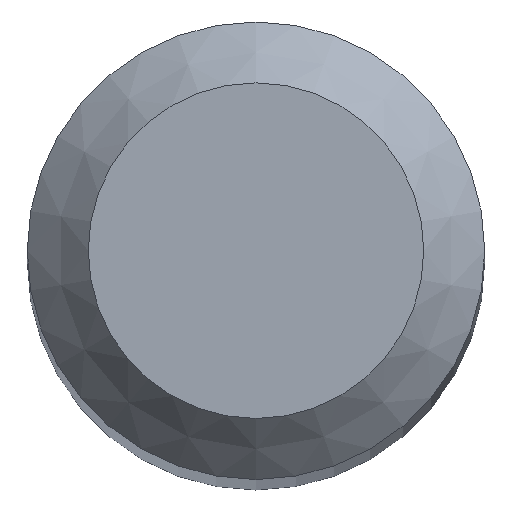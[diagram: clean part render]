
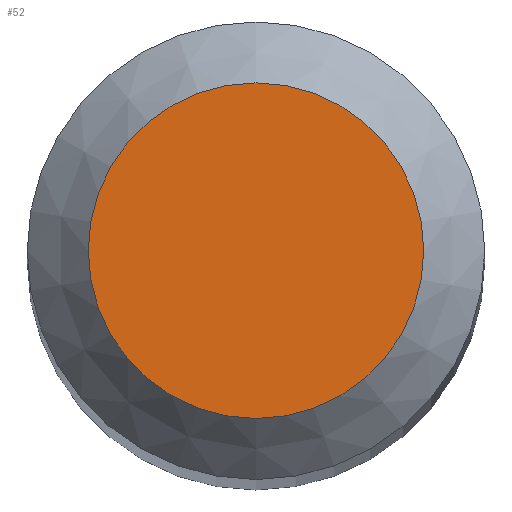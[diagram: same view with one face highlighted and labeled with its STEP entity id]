
A CAD part, top view. The second image highlights one B-rep face of the part: STEP entity #52.
In plain terms, the highlighted planar face has unit normal (0, 0, 1).
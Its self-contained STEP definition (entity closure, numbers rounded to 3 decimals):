
#9 = EDGE_LOOP ( 'NONE', ( #39 ) ) ;
#17 = DIRECTION ( 'NONE',  ( 0., 0., -1. ) ) ;
#21 = AXIS2_PLACEMENT_3D ( 'NONE', #81, #63, #120 ) ;
#31 = CARTESIAN_POINT ( 'NONE',  ( 0., 0., 30. ) ) ;
#34 = AXIS2_PLACEMENT_3D ( 'NONE', #31, #17, #221 ) ;
#39 = ORIENTED_EDGE ( 'NONE', *, *, #101, .F. ) ;
#52 = ADVANCED_FACE ( 'NONE', ( #211 ), #112, .F. ) ;
#63 = DIRECTION ( 'NONE',  ( 0., 0., -1. ) ) ;
#65 = CIRCLE ( 'NONE', #21, 0.55 ) ;
#73 = CARTESIAN_POINT ( 'NONE',  ( 0., 0.55, 30. ) ) ;
#81 = CARTESIAN_POINT ( 'NONE',  ( 0., 0., 30. ) ) ;
#101 = EDGE_CURVE ( 'NONE', #216, #216, #65, .T. ) ;
#112 = PLANE ( 'NONE',  #34 ) ;
#120 = DIRECTION ( 'NONE',  ( 0., 1., 0. ) ) ;
#211 = FACE_OUTER_BOUND ( 'NONE', #9, .T. ) ;
#216 = VERTEX_POINT ( 'NONE', #73 ) ;
#221 = DIRECTION ( 'NONE',  ( 0., 1., 0. ) ) ;
